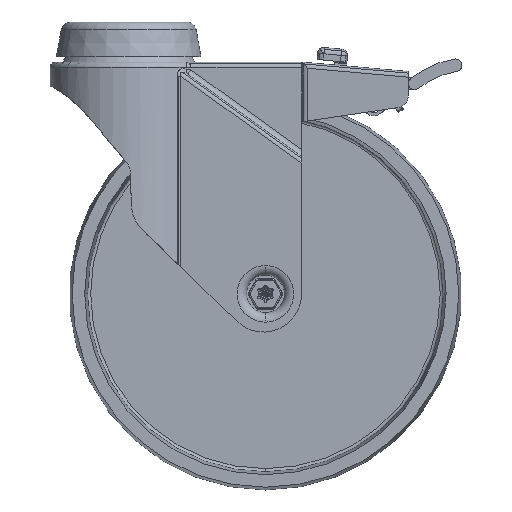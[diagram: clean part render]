
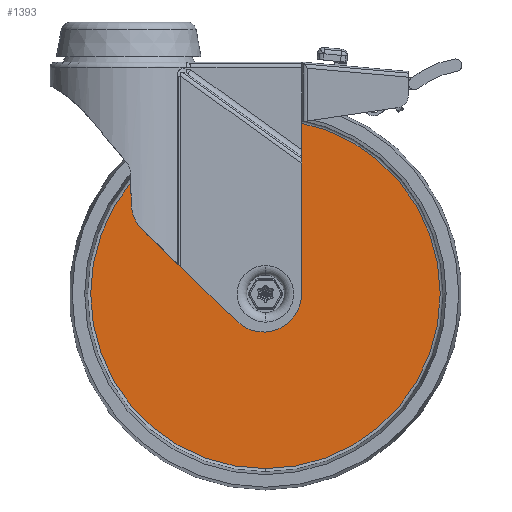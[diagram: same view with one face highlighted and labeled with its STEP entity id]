
A CAD part, front view. The second image highlights one B-rep face of the part: STEP entity #1393.
In plain terms, the highlighted planar face has unit normal (0, -1, 0).
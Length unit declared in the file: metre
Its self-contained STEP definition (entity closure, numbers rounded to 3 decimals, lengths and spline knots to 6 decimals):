
#1393=ADVANCED_FACE('',(#2498,#2499),#2500,.T.);
#2498=FACE_BOUND('',#7820,.T.);
#2499=FACE_OUTER_BOUND('',#7821,.T.);
#2500=PLANE('',#7822);
#7820=EDGE_LOOP('',(#18871,#18872,#18873));
#7821=EDGE_LOOP('',(#18874,#18875,#18876));
#7822=AXIS2_PLACEMENT_3D('',#18877,#18878,#18879);
#18871=ORIENTED_EDGE('',*,*,#21495,.F.);
#18872=ORIENTED_EDGE('',*,*,#21494,.F.);
#18873=ORIENTED_EDGE('',*,*,#21541,.F.);
#18874=ORIENTED_EDGE('',*,*,#21503,.F.);
#18875=ORIENTED_EDGE('',*,*,#21502,.F.);
#18876=ORIENTED_EDGE('',*,*,#21540,.F.);
#18877=CARTESIAN_POINT('',(-0.032125,-0.003,0.0));
#18878=DIRECTION('',(0.,-1.0,0.0));
#18879=DIRECTION('',(1.0,0.,0.0));
#21494=EDGE_CURVE('',#23786,#23788,#23789,.T.);
#21495=EDGE_CURVE('',#23788,#23783,#23790,.T.);
#21502=EDGE_CURVE('',#23801,#23803,#23804,.T.);
#21503=EDGE_CURVE('',#23803,#23805,#23806,.T.);
#21540=EDGE_CURVE('',#23805,#23801,#23866,.T.);
#21541=EDGE_CURVE('',#23783,#23786,#23867,.T.);
#23783=VERTEX_POINT('',#28893);
#23786=VERTEX_POINT('',#28896);
#23788=VERTEX_POINT('',#28898);
#23789=CIRCLE('',#28899,0.00975);
#23790=CIRCLE('',#28900,0.00975);
#23801=VERTEX_POINT('',#28913);
#23803=VERTEX_POINT('',#28915);
#23804=CIRCLE('',#28916,0.055605);
#23805=VERTEX_POINT('',#28917);
#23806=CIRCLE('',#28918,0.055605);
#23866=CIRCLE('',#28982,0.055605);
#23867=CIRCLE('',#28983,0.00975);
#28893=CARTESIAN_POINT('',(0.,-0.003,-0.00975));
#28896=CARTESIAN_POINT('',(0.,-0.003,0.00975));
#28898=CARTESIAN_POINT('',(-0.00975,-0.003,0.));
#28899=AXIS2_PLACEMENT_3D('',#40764,#40765,#40766);
#28900=AXIS2_PLACEMENT_3D('',#40767,#40768,#40769);
#28913=CARTESIAN_POINT('',(0.,-0.003,-0.055605));
#28915=CARTESIAN_POINT('',(-0.055605,-0.003,0.));
#28916=AXIS2_PLACEMENT_3D('',#40784,#40785,#40786);
#28917=CARTESIAN_POINT('',(0.,-0.003,0.055605));
#28918=AXIS2_PLACEMENT_3D('',#40787,#40788,#40789);
#28982=AXIS2_PLACEMENT_3D('',#40890,#40891,#40892);
#28983=AXIS2_PLACEMENT_3D('',#40893,#40894,#40895);
#40764=CARTESIAN_POINT('',(0.,-0.003,0.0));
#40765=DIRECTION('',(0.,-1.0,0.0));
#40766=DIRECTION('',(1.0,0.,0.));
#40767=CARTESIAN_POINT('',(0.,-0.003,0.0));
#40768=DIRECTION('',(0.,-1.0,0.0));
#40769=DIRECTION('',(1.0,0.,0.));
#40784=CARTESIAN_POINT('',(0.,-0.003,0.0));
#40785=DIRECTION('',(0.,1.0,0.));
#40786=DIRECTION('',(1.0,0.,0.));
#40787=CARTESIAN_POINT('',(0.,-0.003,0.0));
#40788=DIRECTION('',(0.,1.0,0.));
#40789=DIRECTION('',(1.0,0.,0.));
#40890=CARTESIAN_POINT('',(0.,-0.003,0.0));
#40891=DIRECTION('',(0.,1.0,0.));
#40892=DIRECTION('',(1.0,0.,0.));
#40893=CARTESIAN_POINT('',(0.,-0.003,0.0));
#40894=DIRECTION('',(0.,-1.0,0.0));
#40895=DIRECTION('',(1.0,0.,0.));
